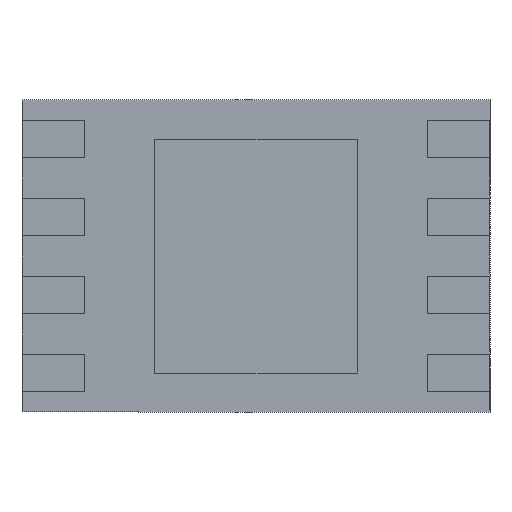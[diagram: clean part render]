
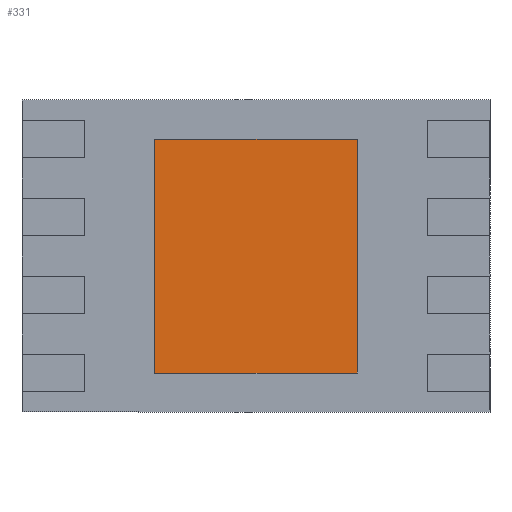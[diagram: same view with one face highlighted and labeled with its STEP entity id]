
A CAD part, front view. The second image highlights one B-rep face of the part: STEP entity #331.
In plain terms, the highlighted planar face has unit normal (0, -1, 0).
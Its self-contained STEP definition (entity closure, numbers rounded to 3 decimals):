
#226 = DIRECTION ( 'NONE',  ( 0., 0., -1. ) ) ;
#278 = VERTEX_POINT ( 'NONE', #669 ) ;
#331 = ADVANCED_FACE ( 'NONE', ( #553 ), #2018, .T. ) ;
#453 = VERTEX_POINT ( 'NONE', #963 ) ;
#481 = VECTOR ( 'NONE', #2470, 1000. ) ;
#513 = LINE ( 'NONE', #2878, #1858 ) ;
#553 = FACE_OUTER_BOUND ( 'NONE', #1529, .T. ) ;
#617 = EDGE_CURVE ( 'NONE', #453, #709, #513, .T. ) ;
#630 = EDGE_CURVE ( 'NONE', #709, #1829, #1349, .T. ) ;
#669 = CARTESIAN_POINT ( 'NONE',  ( 0.65, 0., 0.75 ) ) ;
#709 = VERTEX_POINT ( 'NONE', #976 ) ;
#722 = CARTESIAN_POINT ( 'NONE',  ( 0., 0., 0. ) ) ;
#928 = EDGE_CURVE ( 'NONE', #278, #453, #2531, .T. ) ;
#963 = CARTESIAN_POINT ( 'NONE',  ( -0.65, 0., 0.75 ) ) ;
#976 = CARTESIAN_POINT ( 'NONE',  ( -0.65, 0., -0.75 ) ) ;
#1334 = DIRECTION ( 'NONE',  ( 0., -1., 0. ) ) ;
#1349 = LINE ( 'NONE', #2039, #481 ) ;
#1372 = VECTOR ( 'NONE', #2402, 1000. ) ;
#1435 = EDGE_CURVE ( 'NONE', #1829, #278, #2392, .T. ) ;
#1501 = ORIENTED_EDGE ( 'NONE', *, *, #617, .T. ) ;
#1528 = DIRECTION ( 'NONE',  ( -1., 0., 0. ) ) ;
#1529 = EDGE_LOOP ( 'NONE', ( #2054, #1501, #2665, #1838 ) ) ;
#1612 = AXIS2_PLACEMENT_3D ( 'NONE', #722, #1334, #2847 ) ;
#1829 = VERTEX_POINT ( 'NONE', #2811 ) ;
#1838 = ORIENTED_EDGE ( 'NONE', *, *, #1435, .T. ) ;
#1858 = VECTOR ( 'NONE', #226, 1000. ) ;
#1926 = CARTESIAN_POINT ( 'NONE',  ( 0.65, 0., 0.75 ) ) ;
#2018 = PLANE ( 'NONE',  #1612 ) ;
#2039 = CARTESIAN_POINT ( 'NONE',  ( 0.65, 0., -0.75 ) ) ;
#2054 = ORIENTED_EDGE ( 'NONE', *, *, #928, .T. ) ;
#2392 = LINE ( 'NONE', #2641, #1372 ) ;
#2402 = DIRECTION ( 'NONE',  ( 0., 0., 1. ) ) ;
#2470 = DIRECTION ( 'NONE',  ( 1., 0., 0. ) ) ;
#2531 = LINE ( 'NONE', #1926, #2642 ) ;
#2641 = CARTESIAN_POINT ( 'NONE',  ( 0.65, 0., 0.75 ) ) ;
#2642 = VECTOR ( 'NONE', #1528, 1000. ) ;
#2665 = ORIENTED_EDGE ( 'NONE', *, *, #630, .T. ) ;
#2811 = CARTESIAN_POINT ( 'NONE',  ( 0.65, 0., -0.75 ) ) ;
#2847 = DIRECTION ( 'NONE',  ( 0., 0., -1. ) ) ;
#2878 = CARTESIAN_POINT ( 'NONE',  ( -0.65, 0., 0.75 ) ) ;
